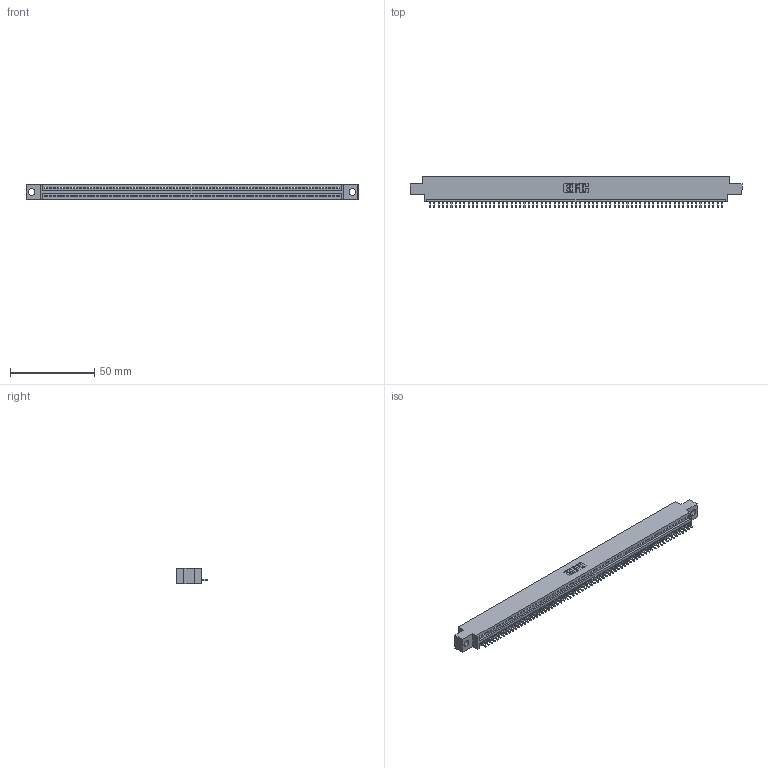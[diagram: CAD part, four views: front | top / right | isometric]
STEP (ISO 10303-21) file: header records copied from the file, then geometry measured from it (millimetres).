
FILE_DESCRIPTION (( 'STEP AP203' ), '1' );
FILE_NAME ('395-069-521-604.STEP', '2018-11-25T22:14:41', ( '' ), ( '' ), 'SwSTEP 2.0', 'SolidWorks 2016', '' );
FILE_SCHEMA (( 'CONFIG_CONTROL_DESIGN' ));
Length unit declared in the file: inch
Products named in the file (3): 345-292-001_345-293-121; 345 Part_0.170 Offset - 0.156 Dia-TH; 395-069-521-604
Assembly tree (70 placements, depth 2):
  395-069-521-604
    345 Part_0.170 Offset - 0.156 Dia-TH
    345-292-001_345-293-121  x69
Bounding box: 196.47 x 18.72 x 9.4 mm (x, y, z)
Volume: 18484.5 mm3; surface area: 24098.6 mm2
Topology: 70 solids, 70 shells, 4132 faces, 12497 edges, 8238 vertices
Faces by surface type: plane 2844, cylinder 1288
Entity records: 48449 total; most frequent: ORIENTED_EDGE 8402, CARTESIAN_POINT 8399, DIRECTION 7295, EDGE_CURVE 4201, LINE 3793, VECTOR 3793, VERTEX_POINT 2798, AXIS2_PLACEMENT_3D 1751
